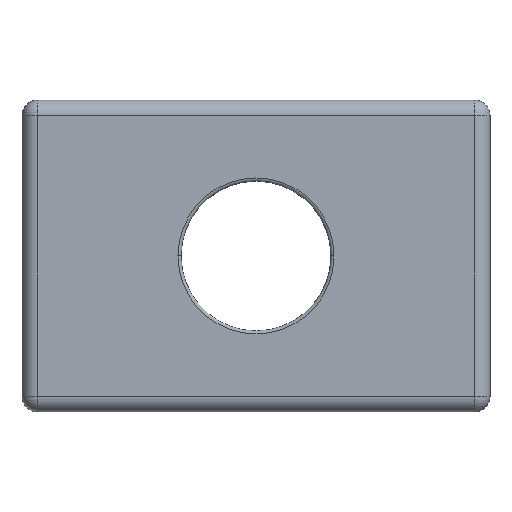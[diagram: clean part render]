
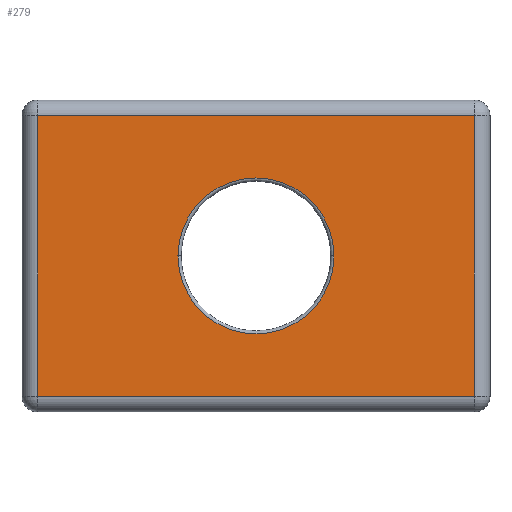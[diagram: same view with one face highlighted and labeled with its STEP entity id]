
A CAD part, top view. The second image highlights one B-rep face of the part: STEP entity #279.
In plain terms, the highlighted planar face has unit normal (0, 0, 1).
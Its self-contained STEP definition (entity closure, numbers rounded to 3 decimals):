
#3 = VERTEX_POINT ( 'NONE', #294 ) ;
#14 = EDGE_CURVE ( 'NONE', #499, #904, #386, .T. ) ;
#33 = DIRECTION ( 'NONE',  ( 1., 0., 0. ) ) ;
#45 = ORIENTED_EDGE ( 'NONE', *, *, #140, .T. ) ;
#57 = CARTESIAN_POINT ( 'NONE',  ( 0., 9.498, 1.65 ) ) ;
#75 = ORIENTED_EDGE ( 'NONE', *, *, #14, .T. ) ;
#79 = EDGE_CURVE ( 'NONE', #904, #531, #512, .T. ) ;
#85 = VECTOR ( 'NONE', #115, 1000. ) ;
#115 = DIRECTION ( 'NONE',  ( -1., 0., 0. ) ) ;
#122 = LINE ( 'NONE', #227, #702 ) ;
#126 = EDGE_CURVE ( 'NONE', #402, #427, #378, .T. ) ;
#140 = EDGE_CURVE ( 'NONE', #427, #402, #607, .T. ) ;
#159 = CARTESIAN_POINT ( 'NONE',  ( 14.5, 0.5, 1.65 ) ) ;
#227 = CARTESIAN_POINT ( 'NONE',  ( 0.5, 0., 1.65 ) ) ;
#232 = AXIS2_PLACEMENT_3D ( 'NONE', #582, #506, #436 ) ;
#258 = DIRECTION ( 'NONE',  ( 1., 0., 0. ) ) ;
#269 = CARTESIAN_POINT ( 'NONE',  ( 14.5, 9.498, 1.65 ) ) ;
#279 = ADVANCED_FACE ( 'NONE', ( #434, #617 ), #445, .T. ) ;
#294 = CARTESIAN_POINT ( 'NONE',  ( 0.5, 0.5, 1.65 ) ) ;
#344 = DIRECTION ( 'NONE',  ( 0., 1., 0. ) ) ;
#349 = VECTOR ( 'NONE', #344, 1000. ) ;
#351 = DIRECTION ( 'NONE',  ( 0., 0., -1. ) ) ;
#362 = CARTESIAN_POINT ( 'NONE',  ( 0.5, 9.498, 1.65 ) ) ;
#366 = AXIS2_PLACEMENT_3D ( 'NONE', #945, #526, #33 ) ;
#378 = CIRCLE ( 'NONE', #232, 2.5 ) ;
#386 = LINE ( 'NONE', #269, #349 ) ;
#402 = VERTEX_POINT ( 'NONE', #924 ) ;
#424 = CARTESIAN_POINT ( 'NONE',  ( 7.5, 4.999, 1.65 ) ) ;
#426 = CARTESIAN_POINT ( 'NONE',  ( 10., 4.999, 1.65 ) ) ;
#427 = VERTEX_POINT ( 'NONE', #426 ) ;
#434 = FACE_OUTER_BOUND ( 'NONE', #480, .T. ) ;
#436 = DIRECTION ( 'NONE',  ( 1., 0., 0. ) ) ;
#445 = PLANE ( 'NONE',  #366 ) ;
#456 = VECTOR ( 'NONE', #683, 1000. ) ;
#480 = EDGE_LOOP ( 'NONE', ( #632, #962, #75, #509 ) ) ;
#499 = VERTEX_POINT ( 'NONE', #719 ) ;
#506 = DIRECTION ( 'NONE',  ( 0., 0., -1. ) ) ;
#509 = ORIENTED_EDGE ( 'NONE', *, *, #79, .T. ) ;
#512 = LINE ( 'NONE', #57, #85 ) ;
#526 = DIRECTION ( 'NONE',  ( 0., 0., 1. ) ) ;
#531 = VERTEX_POINT ( 'NONE', #362 ) ;
#543 = DIRECTION ( 'NONE',  ( 0., -1., 0. ) ) ;
#547 = EDGE_LOOP ( 'NONE', ( #45, #829 ) ) ;
#582 = CARTESIAN_POINT ( 'NONE',  ( 7.5, 4.999, 1.65 ) ) ;
#607 = CIRCLE ( 'NONE', #980, 2.5 ) ;
#617 = FACE_BOUND ( 'NONE', #547, .T. ) ;
#632 = ORIENTED_EDGE ( 'NONE', *, *, #813, .T. ) ;
#638 = LINE ( 'NONE', #159, #456 ) ;
#676 = CARTESIAN_POINT ( 'NONE',  ( 14.5, 9.498, 1.65 ) ) ;
#683 = DIRECTION ( 'NONE',  ( 1., 0., 0. ) ) ;
#702 = VECTOR ( 'NONE', #543, 1000. ) ;
#719 = CARTESIAN_POINT ( 'NONE',  ( 14.5, 0.5, 1.65 ) ) ;
#813 = EDGE_CURVE ( 'NONE', #531, #3, #122, .T. ) ;
#829 = ORIENTED_EDGE ( 'NONE', *, *, #126, .T. ) ;
#904 = VERTEX_POINT ( 'NONE', #676 ) ;
#924 = CARTESIAN_POINT ( 'NONE',  ( 5., 4.999, 1.65 ) ) ;
#945 = CARTESIAN_POINT ( 'NONE',  ( 0., 0., 1.65 ) ) ;
#957 = EDGE_CURVE ( 'NONE', #3, #499, #638, .T. ) ;
#962 = ORIENTED_EDGE ( 'NONE', *, *, #957, .T. ) ;
#980 = AXIS2_PLACEMENT_3D ( 'NONE', #424, #351, #258 ) ;
